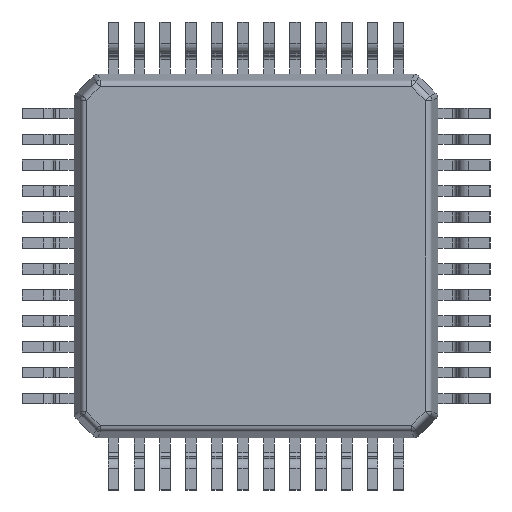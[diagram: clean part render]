
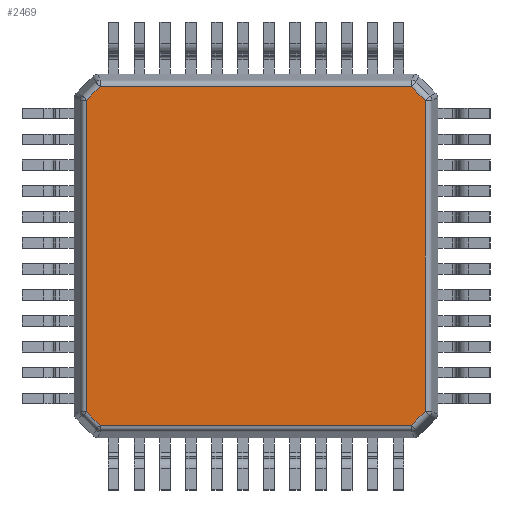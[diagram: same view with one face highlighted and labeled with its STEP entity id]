
A CAD part, front view. The second image highlights one B-rep face of the part: STEP entity #2469.
In plain terms, the highlighted planar face has unit normal (0, -1, 0).
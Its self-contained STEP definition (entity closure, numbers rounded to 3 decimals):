
#479=DIRECTION('',(0.707,0.,-0.707));
#480=VECTOR('',#479,0.368);
#481=CARTESIAN_POINT('',(-3.262,-0.763,-3.001));
#482=LINE('',#481,#480);
#510=DIRECTION('',(0.,0.,-1.));
#511=VECTOR('',#510,5.996);
#512=CARTESIAN_POINT('',(-3.262,-0.763,2.994));
#513=LINE('',#512,#511);
#531=DIRECTION('',(-0.707,0.,-0.707));
#532=VECTOR('',#531,0.378);
#533=CARTESIAN_POINT('',(-2.994,-0.763,3.262));
#534=LINE('',#533,#532);
#858=DIRECTION('',(1.,0.,0.));
#859=VECTOR('',#858,6.003);
#860=CARTESIAN_POINT('',(-3.001,-0.763,-3.262));
#861=LINE('',#860,#859);
#879=DIRECTION('',(0.707,0.,0.707));
#880=VECTOR('',#879,0.368);
#881=CARTESIAN_POINT('',(3.001,-0.763,-3.262));
#882=LINE('',#881,#880);
#910=DIRECTION('',(0.,0.,1.));
#911=VECTOR('',#910,5.996);
#912=CARTESIAN_POINT('',(3.262,-0.763,-3.001));
#913=LINE('',#912,#911);
#955=DIRECTION('',(-0.707,0.,0.707));
#956=VECTOR('',#955,0.378);
#957=CARTESIAN_POINT('',(3.262,-0.763,2.994));
#958=LINE('',#957,#956);
#1055=DIRECTION('',(-1.,0.,0.));
#1056=VECTOR('',#1055,5.989);
#1057=CARTESIAN_POINT('',(2.994,-0.763,3.262));
#1058=LINE('',#1057,#1056);
#1827=CARTESIAN_POINT('',(-2.994,-0.763,3.262));
#1828=CARTESIAN_POINT('',(-3.262,-0.763,2.994));
#1829=VERTEX_POINT('',#1827);
#1830=VERTEX_POINT('',#1828);
#1831=CARTESIAN_POINT('',(2.994,-0.763,3.262));
#1832=VERTEX_POINT('',#1831);
#1841=CARTESIAN_POINT('',(3.262,-0.763,2.994));
#1842=VERTEX_POINT('',#1841);
#1843=CARTESIAN_POINT('',(3.262,-0.763,-3.001));
#1844=VERTEX_POINT('',#1843);
#1853=CARTESIAN_POINT('',(3.001,-0.763,-3.262));
#1854=VERTEX_POINT('',#1853);
#1855=CARTESIAN_POINT('',(-3.001,-0.763,-3.262));
#1856=VERTEX_POINT('',#1855);
#1865=CARTESIAN_POINT('',(-3.262,-0.763,-3.001));
#1866=VERTEX_POINT('',#1865);
#2448=CARTESIAN_POINT('',(0.,-0.763,0.));
#2449=DIRECTION('',(0.,1.,0.));
#2450=DIRECTION('',(1.,0.,0.));
#2451=AXIS2_PLACEMENT_3D('',#2448,#2449,#2450);
#2452=PLANE('',#2451);
#2453=ORIENTED_EDGE('',*,*,#2439,.F.);
#2455=ORIENTED_EDGE('',*,*,#2454,.F.);
#2457=ORIENTED_EDGE('',*,*,#2456,.F.);
#2459=ORIENTED_EDGE('',*,*,#2458,.F.);
#2461=ORIENTED_EDGE('',*,*,#2460,.F.);
#2463=ORIENTED_EDGE('',*,*,#2462,.F.);
#2465=ORIENTED_EDGE('',*,*,#2464,.F.);
#2466=ORIENTED_EDGE('',*,*,#2415,.F.);
#2467=EDGE_LOOP('',(#2453,#2455,#2457,#2459,#2461,#2463,#2465,#2466));
#2468=FACE_OUTER_BOUND('',#2467,.F.);
#2469=ADVANCED_FACE('',(#2468),#2452,.F.);
#2415=EDGE_CURVE('',#1866,#1856,#482,.T.);
#2439=EDGE_CURVE('',#1830,#1866,#513,.T.);
#2454=EDGE_CURVE('',#1829,#1830,#534,.T.);
#2456=EDGE_CURVE('',#1832,#1829,#1058,.T.);
#2458=EDGE_CURVE('',#1842,#1832,#958,.T.);
#2460=EDGE_CURVE('',#1844,#1842,#913,.T.);
#2462=EDGE_CURVE('',#1854,#1844,#882,.T.);
#2464=EDGE_CURVE('',#1856,#1854,#861,.T.);
